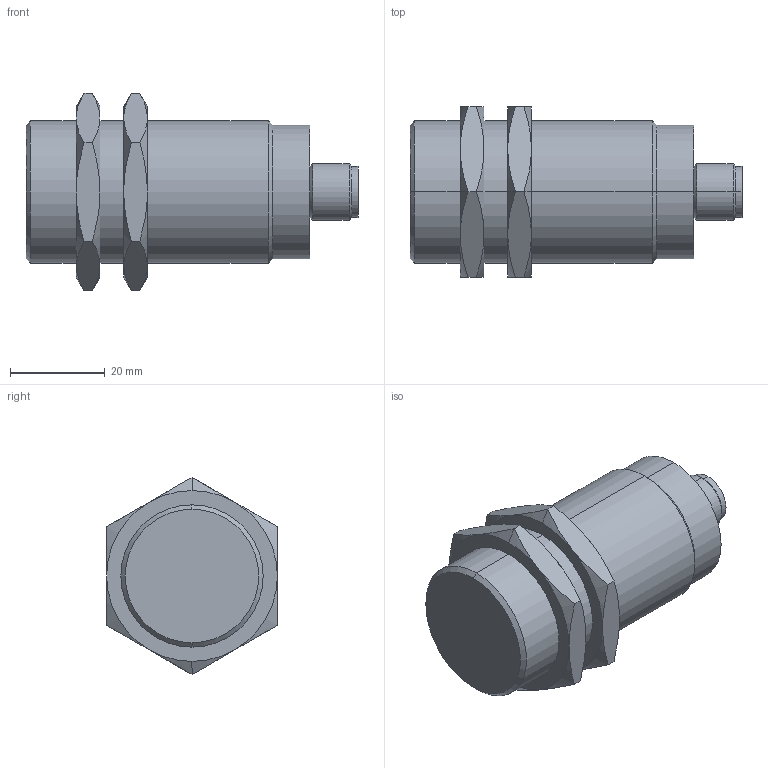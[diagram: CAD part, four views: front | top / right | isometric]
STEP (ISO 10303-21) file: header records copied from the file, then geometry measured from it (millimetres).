
FILE_DESCRIPTION(('starvars output'),'2;1');
FILE_NAME('cv20200406014629000053188.stp','01:46:29 2020/04/06',( 'Thomas Industrial Network Germany GmbH'),( 'Thomas Industrial Network Germany GmbH'),'unknown preprocess','ACIS' ,'unknown authorization');
FILE_SCHEMA(('AUTOMOTIVE_DESIGN_CC2 {UNKNOWN IMPLEMENTATION LEVEL}'));
Length unit declared in the file: millimetre
Products named in the file (1): PRODUCT_ID_1
Bounding box: 70 x 36 x 41.57 mm (x, y, z)
Volume: 46134.4 mm3; surface area: 9335.4 mm2
Topology: 1 solids, 1 shells, 88 faces, 184 edges, 108 vertices
Faces by surface type: cone 40, plane 24, cylinder 24
Entity records: 2559 total; most frequent: CARTESIAN_POINT 376, ORIENTED_EDGE 368, DIRECTION 196, EDGE_CURVE 184, VERTEX_POINT 108, EDGE_LOOP 98, FACE_BOUND 98, STYLED_ITEM 89
